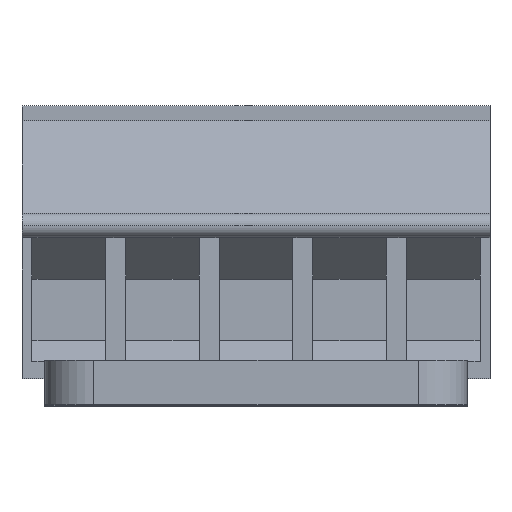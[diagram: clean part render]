
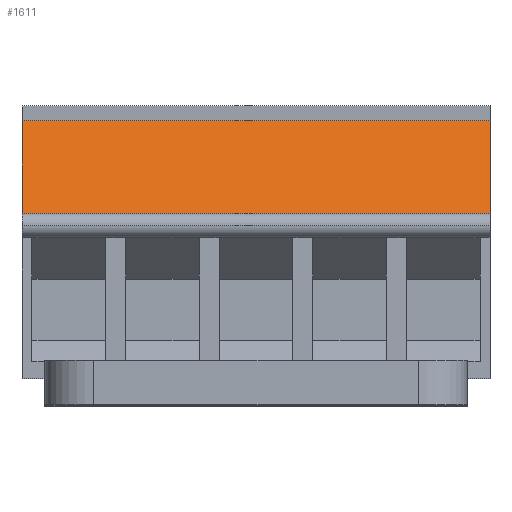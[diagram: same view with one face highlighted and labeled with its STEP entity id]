
A CAD part, top view. The second image highlights one B-rep face of the part: STEP entity #1611.
In plain terms, the highlighted planar face has unit normal (0, 0.359, 0.933).
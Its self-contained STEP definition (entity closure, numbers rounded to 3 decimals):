
#1598=AXIS2_PLACEMENT_3D('Plane Axis2P3D',#1595,#1596,#1597) ;
#1438=CARTESIAN_POINT('Vertex',(0.,7.83,14.85)) ;
#1441=CARTESIAN_POINT('Line Origine',(0.,9.715,14.125)) ;
#1445=CARTESIAN_POINT('Vertex',(0.,11.6,13.4)) ;
#1502=CARTESIAN_POINT('Vertex',(19.05,11.6,13.4)) ;
#1505=CARTESIAN_POINT('Line Origine',(19.05,9.715,14.125)) ;
#1509=CARTESIAN_POINT('Vertex',(19.05,7.83,14.85)) ;
#1583=CARTESIAN_POINT('Line Origine',(9.525,11.6,13.4)) ;
#1595=CARTESIAN_POINT('Axis2P3D Location',(0.,7.83,14.85)) ;
#1600=CARTESIAN_POINT('Line Origine',(9.525,7.83,14.85)) ;
#1442=DIRECTION('Vector Direction',(0.,0.933,-0.359)) ;
#1506=DIRECTION('Vector Direction',(0.,0.933,-0.359)) ;
#1584=DIRECTION('Vector Direction',(1.,0.,0.)) ;
#1596=DIRECTION('Axis2P3D Direction',(0.,-0.359,-0.933)) ;
#1597=DIRECTION('Axis2P3D XDirection',(0.,0.933,-0.359)) ;
#1601=DIRECTION('Vector Direction',(1.,0.,0.)) ;
#1443=VECTOR('Line Direction',#1442,1.) ;
#1507=VECTOR('Line Direction',#1506,1.) ;
#1585=VECTOR('Line Direction',#1584,1.) ;
#1602=VECTOR('Line Direction',#1601,1.) ;
#1606=ORIENTED_EDGE('',*,*,#1511,.T.) ;
#1607=ORIENTED_EDGE('',*,*,#1587,.F.) ;
#1608=ORIENTED_EDGE('',*,*,#1447,.T.) ;
#1609=ORIENTED_EDGE('',*,*,#1604,.T.) ;
#1611=ADVANCED_FACE('HOUSING',(#1610),#1599,.F.) ;
#1447=EDGE_CURVE('',#1446,#1439,#1444,.F.) ;
#1511=EDGE_CURVE('',#1510,#1503,#1508,.T.) ;
#1587=EDGE_CURVE('',#1446,#1503,#1586,.T.) ;
#1604=EDGE_CURVE('',#1439,#1510,#1603,.T.) ;
#1605=EDGE_LOOP('',(#1606,#1607,#1608,#1609)) ;
#1610=FACE_OUTER_BOUND('',#1605,.T.) ;
#1444=LINE('Line',#1441,#1443) ;
#1508=LINE('Line',#1505,#1507) ;
#1586=LINE('Line',#1583,#1585) ;
#1603=LINE('Line',#1600,#1602) ;
#1599=PLANE('',#1598) ;
#1439=VERTEX_POINT('',#1438) ;
#1446=VERTEX_POINT('',#1445) ;
#1503=VERTEX_POINT('',#1502) ;
#1510=VERTEX_POINT('',#1509) ;
